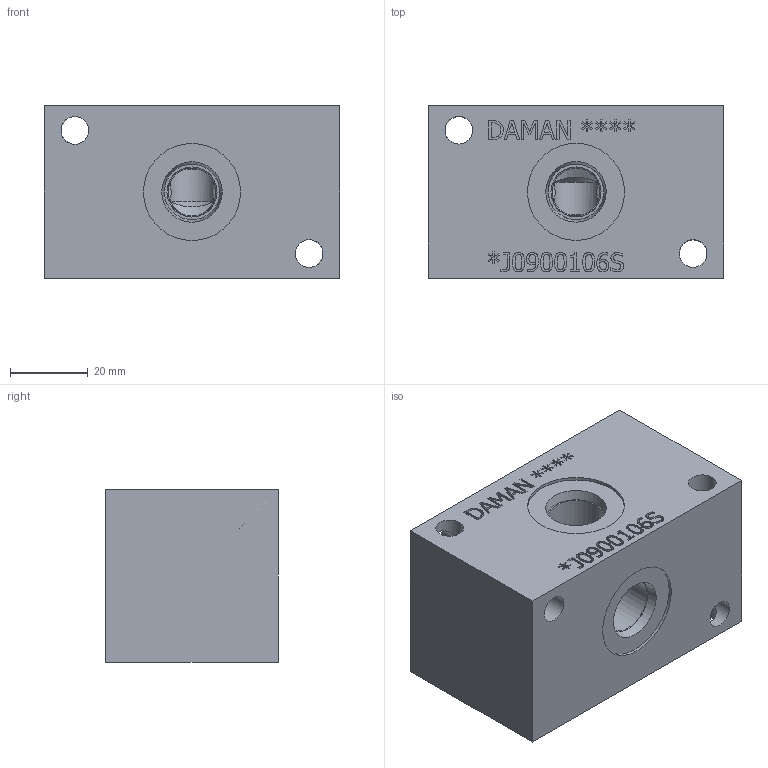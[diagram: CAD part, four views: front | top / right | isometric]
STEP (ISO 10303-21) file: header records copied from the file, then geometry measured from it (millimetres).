
FILE_DESCRIPTION(/* description */ (''),/* implementation_level */ '2;1');
FILE_NAME(/* name */ '_J0900106S.stp',/* time_stamp */ '2020-08-20T13:29:01-04:00',/* author */ ('alexanderw'),/* organization */ (''),/* preprocessor_version */ 'ST-DEVELOPER v17',/* originating_system */ 'Autodesk Inventor 2019',/* authorisation */ '');
FILE_SCHEMA (('AUTOMOTIVE_DESIGN { 1 0 10303 214 3 1 1 }'));
Length unit declared in the file: millimetre
Products named in the file (1): Part_+J0900106S_3D
Bounding box: 76.2 x 44.45 x 44.45 mm (x, y, z)
Volume: 136792.5 mm3; surface area: 22819.2 mm2
Topology: 1 solids, 1 shells, 350 faces, 956 edges, 636 vertices
Faces by surface type: plane 204, bspline 116, cylinder 20, cone 10
Full cylindrical faces by diameter (mm): 7.137 x8, 12.9 x1, 12.903 x1, 14.275 x2, 14.529 x2, 25.019 x2
Entity records: 12013 total; most frequent: CARTESIAN_POINT 3529, ORIENTED_EDGE 1912, DIRECTION 1248, EDGE_CURVE 956, LINE 646, VECTOR 646, VERTEX_POINT 636, EDGE_LOOP 392
